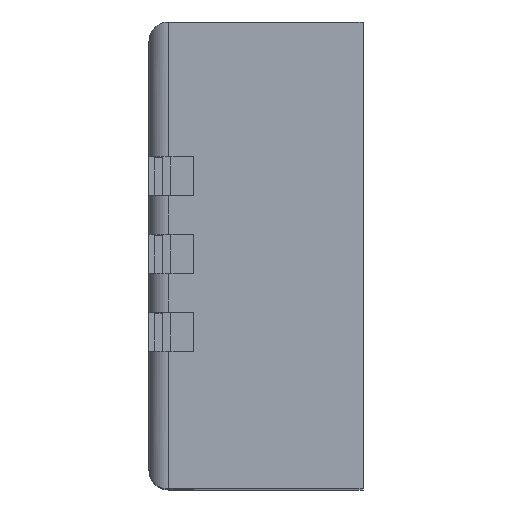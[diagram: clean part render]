
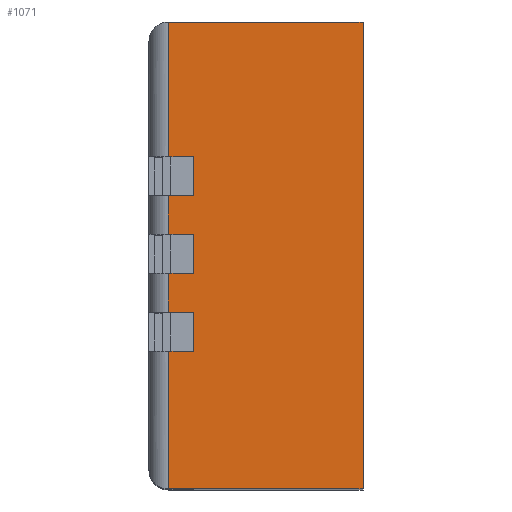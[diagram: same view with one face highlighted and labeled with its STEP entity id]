
A CAD part, top view. The second image highlights one B-rep face of the part: STEP entity #1071.
In plain terms, the highlighted planar face has unit normal (0, 0, 1).
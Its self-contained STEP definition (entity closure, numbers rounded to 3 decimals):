
#451 = VERTEX_POINT('',#452);
#452 = CARTESIAN_POINT('',(-2.25,2.19,15.5));
#458 = EDGE_CURVE('',#451,#459,#461,.T.);
#459 = VERTEX_POINT('',#460);
#460 = CARTESIAN_POINT('',(2.75,2.19,15.5));
#461 = LINE('',#462,#463);
#462 = CARTESIAN_POINT('',(-2.75,2.19,15.5));
#463 = VECTOR('',#464,1.);
#464 = DIRECTION('',(1.,0.,0.));
#514 = EDGE_CURVE('',#459,#515,#517,.T.);
#515 = VERTEX_POINT('',#516);
#516 = CARTESIAN_POINT('',(2.75,-9.81,15.5));
#517 = LINE('',#518,#519);
#518 = CARTESIAN_POINT('',(2.75,2.19,15.5));
#519 = VECTOR('',#520,1.);
#520 = DIRECTION('',(0.,-1.,0.));
#547 = EDGE_CURVE('',#515,#548,#550,.T.);
#548 = VERTEX_POINT('',#549);
#549 = CARTESIAN_POINT('',(-2.25,-9.81,15.5));
#550 = LINE('',#551,#552);
#551 = CARTESIAN_POINT('',(2.75,-9.81,15.5));
#552 = VECTOR('',#553,1.);
#553 = DIRECTION('',(-1.,0.,0.));
#1071 = ADVANCED_FACE('',(#1072),#1227,.F.);
#1072 = FACE_BOUND('',#1073,.F.);
#1073 = EDGE_LOOP('',(#1074,#1082,#1083,#1084,#1085,#1093,#1101,#1109,
    #1117,#1125,#1133,#1141,#1149,#1157,#1165,#1173,#1181,#1189,#1197,
    #1205,#1213,#1221));
#1074 = ORIENTED_EDGE('',*,*,#1075,.T.);
#1075 = EDGE_CURVE('',#1076,#451,#1078,.T.);
#1076 = VERTEX_POINT('',#1077);
#1077 = CARTESIAN_POINT('',(-2.25,-1.27,15.5));
#1078 = LINE('',#1079,#1080);
#1079 = CARTESIAN_POINT('',(-2.25,-9.81,15.5));
#1080 = VECTOR('',#1081,1.);
#1081 = DIRECTION('',(0.,1.,0.));
#1082 = ORIENTED_EDGE('',*,*,#458,.T.);
#1083 = ORIENTED_EDGE('',*,*,#514,.T.);
#1084 = ORIENTED_EDGE('',*,*,#547,.T.);
#1085 = ORIENTED_EDGE('',*,*,#1086,.T.);
#1086 = EDGE_CURVE('',#548,#1087,#1089,.T.);
#1087 = VERTEX_POINT('',#1088);
#1088 = CARTESIAN_POINT('',(-2.25,-6.27,15.5));
#1089 = LINE('',#1090,#1091);
#1090 = CARTESIAN_POINT('',(-2.25,-9.81,15.5));
#1091 = VECTOR('',#1092,1.);
#1092 = DIRECTION('',(0.,1.,0.));
#1093 = ORIENTED_EDGE('',*,*,#1094,.F.);
#1094 = EDGE_CURVE('',#1095,#1087,#1097,.T.);
#1095 = VERTEX_POINT('',#1096);
#1096 = CARTESIAN_POINT('',(-2.1,-6.27,15.5));
#1097 = LINE('',#1098,#1099);
#1098 = CARTESIAN_POINT('',(-1.55,-6.27,15.5));
#1099 = VECTOR('',#1100,1.);
#1100 = DIRECTION('',(-1.,0.,0.));
#1101 = ORIENTED_EDGE('',*,*,#1102,.F.);
#1102 = EDGE_CURVE('',#1103,#1095,#1105,.T.);
#1103 = VERTEX_POINT('',#1104);
#1104 = CARTESIAN_POINT('',(-1.6,-6.27,15.5));
#1105 = LINE('',#1106,#1107);
#1106 = CARTESIAN_POINT('',(-1.3,-6.27,15.5));
#1107 = VECTOR('',#1108,1.);
#1108 = DIRECTION('',(-1.,0.,0.));
#1109 = ORIENTED_EDGE('',*,*,#1110,.F.);
#1110 = EDGE_CURVE('',#1111,#1103,#1113,.T.);
#1111 = VERTEX_POINT('',#1112);
#1112 = CARTESIAN_POINT('',(-1.6,-5.27,15.5));
#1113 = LINE('',#1114,#1115);
#1114 = CARTESIAN_POINT('',(-1.6,-4.54,15.5));
#1115 = VECTOR('',#1116,1.);
#1116 = DIRECTION('',(0.,-1.,0.));
#1117 = ORIENTED_EDGE('',*,*,#1118,.T.);
#1118 = EDGE_CURVE('',#1111,#1119,#1121,.T.);
#1119 = VERTEX_POINT('',#1120);
#1120 = CARTESIAN_POINT('',(-2.1,-5.27,15.5));
#1121 = LINE('',#1122,#1123);
#1122 = CARTESIAN_POINT('',(-1.3,-5.27,15.5));
#1123 = VECTOR('',#1124,1.);
#1124 = DIRECTION('',(-1.,0.,0.));
#1125 = ORIENTED_EDGE('',*,*,#1126,.T.);
#1126 = EDGE_CURVE('',#1119,#1127,#1129,.T.);
#1127 = VERTEX_POINT('',#1128);
#1128 = CARTESIAN_POINT('',(-2.25,-5.27,15.5));
#1129 = LINE('',#1130,#1131);
#1130 = CARTESIAN_POINT('',(-1.55,-5.27,15.5));
#1131 = VECTOR('',#1132,1.);
#1132 = DIRECTION('',(-1.,0.,0.));
#1133 = ORIENTED_EDGE('',*,*,#1134,.T.);
#1134 = EDGE_CURVE('',#1127,#1135,#1137,.T.);
#1135 = VERTEX_POINT('',#1136);
#1136 = CARTESIAN_POINT('',(-2.25,-4.27,15.5));
#1137 = LINE('',#1138,#1139);
#1138 = CARTESIAN_POINT('',(-2.25,-9.81,15.5));
#1139 = VECTOR('',#1140,1.);
#1140 = DIRECTION('',(0.,1.,0.));
#1141 = ORIENTED_EDGE('',*,*,#1142,.F.);
#1142 = EDGE_CURVE('',#1143,#1135,#1145,.T.);
#1143 = VERTEX_POINT('',#1144);
#1144 = CARTESIAN_POINT('',(-2.1,-4.27,15.5));
#1145 = LINE('',#1146,#1147);
#1146 = CARTESIAN_POINT('',(-1.55,-4.27,15.5));
#1147 = VECTOR('',#1148,1.);
#1148 = DIRECTION('',(-1.,0.,0.));
#1149 = ORIENTED_EDGE('',*,*,#1150,.F.);
#1150 = EDGE_CURVE('',#1151,#1143,#1153,.T.);
#1151 = VERTEX_POINT('',#1152);
#1152 = CARTESIAN_POINT('',(-1.6,-4.27,15.5));
#1153 = LINE('',#1154,#1155);
#1154 = CARTESIAN_POINT('',(-1.3,-4.27,15.5));
#1155 = VECTOR('',#1156,1.);
#1156 = DIRECTION('',(-1.,0.,0.));
#1157 = ORIENTED_EDGE('',*,*,#1158,.F.);
#1158 = EDGE_CURVE('',#1159,#1151,#1161,.T.);
#1159 = VERTEX_POINT('',#1160);
#1160 = CARTESIAN_POINT('',(-1.6,-3.27,15.5));
#1161 = LINE('',#1162,#1163);
#1162 = CARTESIAN_POINT('',(-1.6,-3.54,15.5));
#1163 = VECTOR('',#1164,1.);
#1164 = DIRECTION('',(0.,-1.,0.));
#1165 = ORIENTED_EDGE('',*,*,#1166,.T.);
#1166 = EDGE_CURVE('',#1159,#1167,#1169,.T.);
#1167 = VERTEX_POINT('',#1168);
#1168 = CARTESIAN_POINT('',(-2.1,-3.27,15.5));
#1169 = LINE('',#1170,#1171);
#1170 = CARTESIAN_POINT('',(-1.3,-3.27,15.5));
#1171 = VECTOR('',#1172,1.);
#1172 = DIRECTION('',(-1.,0.,0.));
#1173 = ORIENTED_EDGE('',*,*,#1174,.T.);
#1174 = EDGE_CURVE('',#1167,#1175,#1177,.T.);
#1175 = VERTEX_POINT('',#1176);
#1176 = CARTESIAN_POINT('',(-2.25,-3.27,15.5));
#1177 = LINE('',#1178,#1179);
#1178 = CARTESIAN_POINT('',(-1.55,-3.27,15.5));
#1179 = VECTOR('',#1180,1.);
#1180 = DIRECTION('',(-1.,0.,0.));
#1181 = ORIENTED_EDGE('',*,*,#1182,.T.);
#1182 = EDGE_CURVE('',#1175,#1183,#1185,.T.);
#1183 = VERTEX_POINT('',#1184);
#1184 = CARTESIAN_POINT('',(-2.25,-2.27,15.5));
#1185 = LINE('',#1186,#1187);
#1186 = CARTESIAN_POINT('',(-2.25,-9.81,15.5));
#1187 = VECTOR('',#1188,1.);
#1188 = DIRECTION('',(0.,1.,0.));
#1189 = ORIENTED_EDGE('',*,*,#1190,.F.);
#1190 = EDGE_CURVE('',#1191,#1183,#1193,.T.);
#1191 = VERTEX_POINT('',#1192);
#1192 = CARTESIAN_POINT('',(-2.1,-2.27,15.5));
#1193 = LINE('',#1194,#1195);
#1194 = CARTESIAN_POINT('',(-1.55,-2.27,15.5));
#1195 = VECTOR('',#1196,1.);
#1196 = DIRECTION('',(-1.,0.,0.));
#1197 = ORIENTED_EDGE('',*,*,#1198,.F.);
#1198 = EDGE_CURVE('',#1199,#1191,#1201,.T.);
#1199 = VERTEX_POINT('',#1200);
#1200 = CARTESIAN_POINT('',(-1.6,-2.27,15.5));
#1201 = LINE('',#1202,#1203);
#1202 = CARTESIAN_POINT('',(-1.3,-2.27,15.5));
#1203 = VECTOR('',#1204,1.);
#1204 = DIRECTION('',(-1.,0.,0.));
#1205 = ORIENTED_EDGE('',*,*,#1206,.F.);
#1206 = EDGE_CURVE('',#1207,#1199,#1209,.T.);
#1207 = VERTEX_POINT('',#1208);
#1208 = CARTESIAN_POINT('',(-1.6,-1.27,15.5));
#1209 = LINE('',#1210,#1211);
#1210 = CARTESIAN_POINT('',(-1.6,-2.54,15.5));
#1211 = VECTOR('',#1212,1.);
#1212 = DIRECTION('',(0.,-1.,0.));
#1213 = ORIENTED_EDGE('',*,*,#1214,.T.);
#1214 = EDGE_CURVE('',#1207,#1215,#1217,.T.);
#1215 = VERTEX_POINT('',#1216);
#1216 = CARTESIAN_POINT('',(-2.1,-1.27,15.5));
#1217 = LINE('',#1218,#1219);
#1218 = CARTESIAN_POINT('',(-1.3,-1.27,15.5));
#1219 = VECTOR('',#1220,1.);
#1220 = DIRECTION('',(-1.,0.,0.));
#1221 = ORIENTED_EDGE('',*,*,#1222,.T.);
#1222 = EDGE_CURVE('',#1215,#1076,#1223,.T.);
#1223 = LINE('',#1224,#1225);
#1224 = CARTESIAN_POINT('',(-1.55,-1.27,15.5));
#1225 = VECTOR('',#1226,1.);
#1226 = DIRECTION('',(-1.,0.,0.));
#1227 = PLANE('',#1228);
#1228 = AXIS2_PLACEMENT_3D('',#1229,#1230,#1231);
#1229 = CARTESIAN_POINT('',(0.,-3.81,15.5));
#1230 = DIRECTION('',(0.,0.,-1.));
#1231 = DIRECTION('',(-1.,0.,0.));
